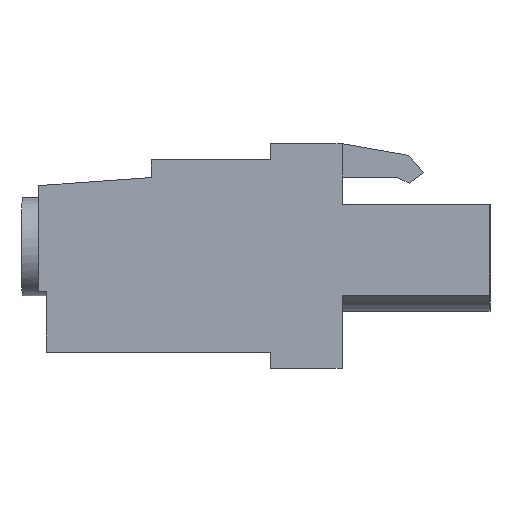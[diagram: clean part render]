
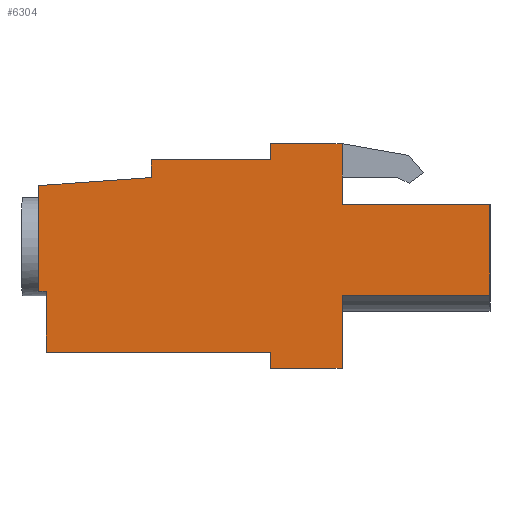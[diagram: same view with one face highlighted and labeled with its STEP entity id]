
A CAD part, left-side view. The second image highlights one B-rep face of the part: STEP entity #6304.
In plain terms, the highlighted planar face has unit normal (-1, 0, 0).
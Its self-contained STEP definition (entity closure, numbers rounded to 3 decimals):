
#7 = VECTOR ( 'NONE', #2640, 1000. ) ;
#28 = ORIENTED_EDGE ( 'NONE', *, *, #2802, .F. ) ;
#93 = DIRECTION ( 'NONE',  ( 0., 1., 0. ) ) ;
#195 = EDGE_CURVE ( 'NONE', #4029, #431, #3262, .T. ) ;
#302 = DIRECTION ( 'NONE',  ( 1., 0., 0. ) ) ;
#365 = VERTEX_POINT ( 'NONE', #1607 ) ;
#431 = VERTEX_POINT ( 'NONE', #4017 ) ;
#646 = VECTOR ( 'NONE', #5146, 1000. ) ;
#704 = CARTESIAN_POINT ( 'NONE',  ( 0., 0., 0. ) ) ;
#706 = ORIENTED_EDGE ( 'NONE', *, *, #3493, .F. ) ;
#798 = LINE ( 'NONE', #4639, #646 ) ;
#851 = CARTESIAN_POINT ( 'NONE',  ( 0., 12.3, 2.5 ) ) ;
#853 = ORIENTED_EDGE ( 'NONE', *, *, #2808, .F. ) ;
#900 = CARTESIAN_POINT ( 'NONE',  ( 0., 24.9, -4.88 ) ) ;
#909 = VERTEX_POINT ( 'NONE', #4269 ) ;
#954 = CARTESIAN_POINT ( 'NONE',  ( 0., 25.3, -4.88 ) ) ;
#961 = VECTOR ( 'NONE', #4260, 1000. ) ;
#1036 = VERTEX_POINT ( 'NONE', #3730 ) ;
#1128 = LINE ( 'NONE', #2707, #961 ) ;
#1274 = DIRECTION ( 'NONE',  ( 0., 1., 0. ) ) ;
#1416 = ORIENTED_EDGE ( 'NONE', *, *, #195, .F. ) ;
#1460 = LINE ( 'NONE', #4289, #5419 ) ;
#1476 = VECTOR ( 'NONE', #6327, 1000. ) ;
#1491 = CARTESIAN_POINT ( 'NONE',  ( 0., 8.3, -5.1 ) ) ;
#1499 = ORIENTED_EDGE ( 'NONE', *, *, #5125, .F. ) ;
#1559 = EDGE_LOOP ( 'NONE', ( #4246, #1499, #5455, #5299, #6518, #3751, #853, #6189, #3423, #706, #4483, #3105, #4321, #1416, #28, #3981, #3826 ) ) ;
#1607 = CARTESIAN_POINT ( 'NONE',  ( 0., 25.3, -2.38 ) ) ;
#1647 = LINE ( 'NONE', #5807, #1476 ) ;
#1898 = VECTOR ( 'NONE', #2124, 1000. ) ;
#1932 = AXIS2_PLACEMENT_3D ( 'NONE', #4910, #302, #3889 ) ;
#1946 = CARTESIAN_POINT ( 'NONE',  ( 0., 19., 1.5 ) ) ;
#1947 = VECTOR ( 'NONE', #6307, 1000. ) ;
#1956 = VERTEX_POINT ( 'NONE', #1946 ) ;
#2033 = VECTOR ( 'NONE', #5028, 1000. ) ;
#2050 = VERTEX_POINT ( 'NONE', #900 ) ;
#2124 = DIRECTION ( 'NONE',  ( 0., 0., 1. ) ) ;
#2129 = VECTOR ( 'NONE', #4159, 1000. ) ;
#2136 = CARTESIAN_POINT ( 'NONE',  ( 0., 12.3, -9.2 ) ) ;
#2162 = CARTESIAN_POINT ( 'NONE',  ( 0., 8.3, -9.2 ) ) ;
#2203 = LINE ( 'NONE', #2462, #2033 ) ;
#2205 = VERTEX_POINT ( 'NONE', #4025 ) ;
#2217 = CARTESIAN_POINT ( 'NONE',  ( 0., 12.3, -9.2 ) ) ;
#2408 = CARTESIAN_POINT ( 'NONE',  ( 0., 8.3, 1.53 ) ) ;
#2446 = LINE ( 'NONE', #4353, #5200 ) ;
#2462 = CARTESIAN_POINT ( 'NONE',  ( 0., 12.3, 3.4 ) ) ;
#2561 = EDGE_CURVE ( 'NONE', #2205, #2050, #5287, .T. ) ;
#2577 = VERTEX_POINT ( 'NONE', #704 ) ;
#2640 = DIRECTION ( 'NONE',  ( 0., 0., 1. ) ) ;
#2707 = CARTESIAN_POINT ( 'NONE',  ( 0., 0., 0. ) ) ;
#2802 = EDGE_CURVE ( 'NONE', #2956, #4029, #3750, .T. ) ;
#2808 = EDGE_CURVE ( 'NONE', #6431, #6648, #5111, .T. ) ;
#2956 = VERTEX_POINT ( 'NONE', #3013 ) ;
#3013 = CARTESIAN_POINT ( 'NONE',  ( 0., 19., 2.5 ) ) ;
#3021 = EDGE_CURVE ( 'NONE', #5160, #1036, #2446, .T. ) ;
#3105 = ORIENTED_EDGE ( 'NONE', *, *, #4057, .F. ) ;
#3146 = FACE_OUTER_BOUND ( 'NONE', #1559, .T. ) ;
#3185 = VECTOR ( 'NONE', #4319, 1000. ) ;
#3262 = LINE ( 'NONE', #5176, #1898 ) ;
#3371 = PLANE ( 'NONE',  #1932 ) ;
#3402 = VECTOR ( 'NONE', #4346, 1000. ) ;
#3423 = ORIENTED_EDGE ( 'NONE', *, *, #3021, .F. ) ;
#3493 = EDGE_CURVE ( 'NONE', #2577, #5160, #1128, .T. ) ;
#3546 = DIRECTION ( 'NONE',  ( 0., 0., -1. ) ) ;
#3570 = CARTESIAN_POINT ( 'NONE',  ( 0., 8.3, -9.2 ) ) ;
#3574 = VERTEX_POINT ( 'NONE', #3782 ) ;
#3588 = CARTESIAN_POINT ( 'NONE',  ( 0., 24.9, -8.3 ) ) ;
#3628 = CARTESIAN_POINT ( 'NONE',  ( 0., 8.3, 0. ) ) ;
#3718 = CARTESIAN_POINT ( 'NONE',  ( 0., 19., 2.5 ) ) ;
#3730 = CARTESIAN_POINT ( 'NONE',  ( 0., 8.3, -5.1 ) ) ;
#3750 = LINE ( 'NONE', #3718, #6516 ) ;
#3751 = ORIENTED_EDGE ( 'NONE', *, *, #4967, .F. ) ;
#3782 = CARTESIAN_POINT ( 'NONE',  ( 0., 8.3, 0. ) ) ;
#3811 = CARTESIAN_POINT ( 'NONE',  ( 0., 25.3, 1.05 ) ) ;
#3826 = ORIENTED_EDGE ( 'NONE', *, *, #5231, .F. ) ;
#3889 = DIRECTION ( 'NONE',  ( 0., 0., -1. ) ) ;
#3960 = CARTESIAN_POINT ( 'NONE',  ( 0., 25.3, 1.05 ) ) ;
#3981 = ORIENTED_EDGE ( 'NONE', *, *, #4410, .F. ) ;
#4017 = CARTESIAN_POINT ( 'NONE',  ( 0., 12.3, 3.4 ) ) ;
#4025 = CARTESIAN_POINT ( 'NONE',  ( 0., 24.9, -8.3 ) ) ;
#4029 = VERTEX_POINT ( 'NONE', #851 ) ;
#4032 = DIRECTION ( 'NONE',  ( 0., 1., 0. ) ) ;
#4057 = EDGE_CURVE ( 'NONE', #909, #3574, #4578, .T. ) ;
#4136 = LINE ( 'NONE', #2136, #7 ) ;
#4159 = DIRECTION ( 'NONE',  ( 0., -1., 0. ) ) ;
#4246 = ORIENTED_EDGE ( 'NONE', *, *, #5858, .F. ) ;
#4260 = DIRECTION ( 'NONE',  ( 0., 0., -1. ) ) ;
#4269 = CARTESIAN_POINT ( 'NONE',  ( 0., 8.3, 3.4 ) ) ;
#4289 = CARTESIAN_POINT ( 'NONE',  ( 0., 12.3, -8.3 ) ) ;
#4319 = DIRECTION ( 'NONE',  ( 0., 0., 1. ) ) ;
#4321 = ORIENTED_EDGE ( 'NONE', *, *, #5662, .F. ) ;
#4346 = DIRECTION ( 'NONE',  ( 0., -0.997, 0.071 ) ) ;
#4353 = CARTESIAN_POINT ( 'NONE',  ( 0., 0., -5.1 ) ) ;
#4410 = EDGE_CURVE ( 'NONE', #1956, #2956, #798, .T. ) ;
#4479 = DIRECTION ( 'NONE',  ( 0., 0., -1. ) ) ;
#4483 = ORIENTED_EDGE ( 'NONE', *, *, #5049, .F. ) ;
#4578 = LINE ( 'NONE', #2408, #6123 ) ;
#4608 = LINE ( 'NONE', #6622, #5843 ) ;
#4639 = CARTESIAN_POINT ( 'NONE',  ( 0., 19., 1.5 ) ) ;
#4705 = LINE ( 'NONE', #3628, #2129 ) ;
#4746 = DIRECTION ( 'NONE',  ( 0., -1., 0. ) ) ;
#4850 = VERTEX_POINT ( 'NONE', #5118 ) ;
#4910 = CARTESIAN_POINT ( 'NONE',  ( 0., 0., 0. ) ) ;
#4954 = VECTOR ( 'NONE', #93, 1000. ) ;
#4967 = EDGE_CURVE ( 'NONE', #6648, #4850, #4136, .T. ) ;
#5028 = DIRECTION ( 'NONE',  ( 0., -1., 0. ) ) ;
#5049 = EDGE_CURVE ( 'NONE', #3574, #2577, #4705, .T. ) ;
#5111 = LINE ( 'NONE', #2162, #4954 ) ;
#5118 = CARTESIAN_POINT ( 'NONE',  ( 0., 12.3, -8.3 ) ) ;
#5125 = EDGE_CURVE ( 'NONE', #5503, #365, #1647, .T. ) ;
#5146 = DIRECTION ( 'NONE',  ( 0., 0., 1. ) ) ;
#5160 = VERTEX_POINT ( 'NONE', #5317 ) ;
#5176 = CARTESIAN_POINT ( 'NONE',  ( 0., 12.3, 2.5 ) ) ;
#5200 = VECTOR ( 'NONE', #1274, 1000. ) ;
#5231 = EDGE_CURVE ( 'NONE', #5437, #1956, #6163, .T. ) ;
#5246 = VECTOR ( 'NONE', #3546, 1000. ) ;
#5287 = LINE ( 'NONE', #3588, #3185 ) ;
#5299 = ORIENTED_EDGE ( 'NONE', *, *, #2561, .F. ) ;
#5312 = DIRECTION ( 'NONE',  ( 0., 1., 0. ) ) ;
#5317 = CARTESIAN_POINT ( 'NONE',  ( 0., 0., -5.1 ) ) ;
#5419 = VECTOR ( 'NONE', #5312, 1000. ) ;
#5437 = VERTEX_POINT ( 'NONE', #3960 ) ;
#5455 = ORIENTED_EDGE ( 'NONE', *, *, #5704, .F. ) ;
#5503 = VERTEX_POINT ( 'NONE', #954 ) ;
#5559 = LINE ( 'NONE', #1491, #5246 ) ;
#5662 = EDGE_CURVE ( 'NONE', #431, #909, #2203, .T. ) ;
#5704 = EDGE_CURVE ( 'NONE', #2050, #5503, #4608, .T. ) ;
#5773 = CARTESIAN_POINT ( 'NONE',  ( 0., 25.3, -4.88 ) ) ;
#5807 = CARTESIAN_POINT ( 'NONE',  ( 0., 25.3, -4.88 ) ) ;
#5843 = VECTOR ( 'NONE', #4032, 1000. ) ;
#5858 = EDGE_CURVE ( 'NONE', #365, #5437, #6072, .T. ) ;
#5950 = EDGE_CURVE ( 'NONE', #4850, #2205, #1460, .T. ) ;
#6072 = LINE ( 'NONE', #5773, #1947 ) ;
#6123 = VECTOR ( 'NONE', #4479, 1000. ) ;
#6163 = LINE ( 'NONE', #3811, #3402 ) ;
#6189 = ORIENTED_EDGE ( 'NONE', *, *, #6389, .F. ) ;
#6304 = ADVANCED_FACE ( 'NONE', ( #3146 ), #3371, .F. ) ;
#6307 = DIRECTION ( 'NONE',  ( 0., 0., 1. ) ) ;
#6327 = DIRECTION ( 'NONE',  ( 0., 0., 1. ) ) ;
#6389 = EDGE_CURVE ( 'NONE', #1036, #6431, #5559, .T. ) ;
#6431 = VERTEX_POINT ( 'NONE', #3570 ) ;
#6516 = VECTOR ( 'NONE', #4746, 1000. ) ;
#6518 = ORIENTED_EDGE ( 'NONE', *, *, #5950, .F. ) ;
#6622 = CARTESIAN_POINT ( 'NONE',  ( 0., 24.9, -4.88 ) ) ;
#6648 = VERTEX_POINT ( 'NONE', #2217 ) ;
